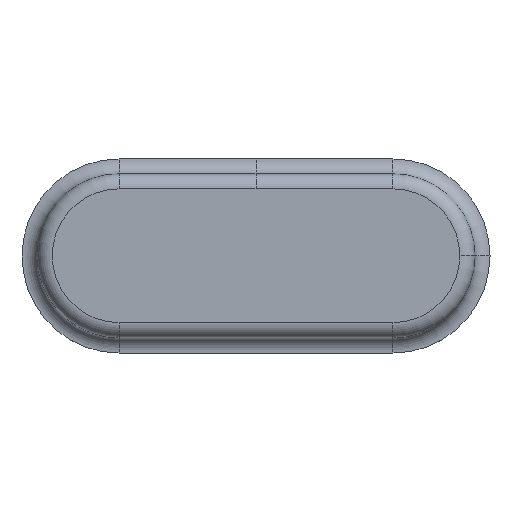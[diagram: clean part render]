
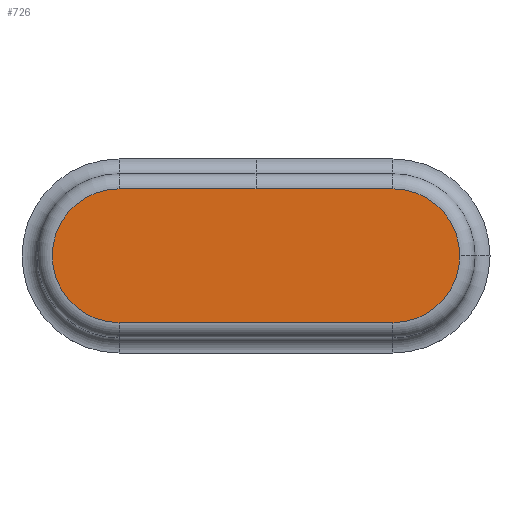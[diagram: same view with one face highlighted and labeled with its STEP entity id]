
A CAD part, top view. The second image highlights one B-rep face of the part: STEP entity #726.
In plain terms, the highlighted planar face has unit normal (0, 0, 1).
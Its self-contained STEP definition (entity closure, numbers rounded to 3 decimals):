
#1 = VERTEX_POINT ( 'NONE', #39 ) ;
#39 = CARTESIAN_POINT ( 'NONE',  ( 0., 1.55, 3.68 ) ) ;
#48 = AXIS2_PLACEMENT_3D ( 'NONE', #837, #696, #769 ) ;
#66 = DIRECTION ( 'NONE',  ( 0., 0., 1. ) ) ;
#83 = CARTESIAN_POINT ( 'NONE',  ( 3.175, 1.55, 3.68 ) ) ;
#125 = CARTESIAN_POINT ( 'NONE',  ( 4.725, 0., 3.68 ) ) ;
#139 = CARTESIAN_POINT ( 'NONE',  ( 3.175, 0., 3.68 ) ) ;
#142 = VERTEX_POINT ( 'NONE', #458 ) ;
#163 = VERTEX_POINT ( 'NONE', #125 ) ;
#170 = DIRECTION ( 'NONE',  ( 0., -1., 0. ) ) ;
#175 = AXIS2_PLACEMENT_3D ( 'NONE', #847, #239, #170 ) ;
#178 = EDGE_CURVE ( 'NONE', #433, #1, #550, .T. ) ;
#192 = CARTESIAN_POINT ( 'NONE',  ( -3.175, 0., 3.68 ) ) ;
#233 = CARTESIAN_POINT ( 'NONE',  ( 3.175, 1.55, 3.68 ) ) ;
#239 = DIRECTION ( 'NONE',  ( 0., 0., 1. ) ) ;
#251 = EDGE_CURVE ( 'NONE', #1, #789, #527, .T. ) ;
#265 = DIRECTION ( 'NONE',  ( -1., 0., 0. ) ) ;
#308 = EDGE_CURVE ( 'NONE', #142, #454, #817, .T. ) ;
#332 = FACE_OUTER_BOUND ( 'NONE', #797, .T. ) ;
#387 = AXIS2_PLACEMENT_3D ( 'NONE', #139, #66, #403 ) ;
#403 = DIRECTION ( 'NONE',  ( 0., -1., 0. ) ) ;
#433 = VERTEX_POINT ( 'NONE', #233 ) ;
#454 = VERTEX_POINT ( 'NONE', #617 ) ;
#458 = CARTESIAN_POINT ( 'NONE',  ( -3.175, -1.55, 3.68 ) ) ;
#462 = CARTESIAN_POINT ( 'NONE',  ( -3.175, 1.55, 3.68 ) ) ;
#478 = CIRCLE ( 'NONE', #48, 1.55 ) ;
#527 = LINE ( 'NONE', #669, #699 ) ;
#550 = LINE ( 'NONE', #83, #651 ) ;
#565 = CIRCLE ( 'NONE', #175, 1.55 ) ;
#578 = ORIENTED_EDGE ( 'NONE', *, *, #308, .T. ) ;
#581 = EDGE_CURVE ( 'NONE', #789, #142, #478, .T. ) ;
#605 = PLANE ( 'NONE',  #621 ) ;
#617 = CARTESIAN_POINT ( 'NONE',  ( 3.175, -1.55, 3.68 ) ) ;
#621 = AXIS2_PLACEMENT_3D ( 'NONE', #192, #816, #668 ) ;
#648 = ORIENTED_EDGE ( 'NONE', *, *, #251, .T. ) ;
#651 = VECTOR ( 'NONE', #749, 1000. ) ;
#655 = ORIENTED_EDGE ( 'NONE', *, *, #581, .T. ) ;
#667 = CARTESIAN_POINT ( 'NONE',  ( -3.175, -1.55, 3.68 ) ) ;
#668 = DIRECTION ( 'NONE',  ( 1., 0., 0. ) ) ;
#669 = CARTESIAN_POINT ( 'NONE',  ( 0., 1.55, 3.68 ) ) ;
#671 = DIRECTION ( 'NONE',  ( 1., 0., 0. ) ) ;
#678 = CIRCLE ( 'NONE', #387, 1.55 ) ;
#691 = ORIENTED_EDGE ( 'NONE', *, *, #813, .T. ) ;
#696 = DIRECTION ( 'NONE',  ( 0., 0., 1. ) ) ;
#699 = VECTOR ( 'NONE', #265, 1000. ) ;
#721 = VECTOR ( 'NONE', #671, 1000. ) ;
#722 = ORIENTED_EDGE ( 'NONE', *, *, #178, .T. ) ;
#726 = ADVANCED_FACE ( 'NONE', ( #332 ), #605, .T. ) ;
#732 = EDGE_CURVE ( 'NONE', #454, #163, #678, .T. ) ;
#749 = DIRECTION ( 'NONE',  ( -1., 0., 0. ) ) ;
#769 = DIRECTION ( 'NONE',  ( 0., 1., 0. ) ) ;
#789 = VERTEX_POINT ( 'NONE', #462 ) ;
#797 = EDGE_LOOP ( 'NONE', ( #722, #648, #655, #578, #802, #691 ) ) ;
#802 = ORIENTED_EDGE ( 'NONE', *, *, #732, .T. ) ;
#813 = EDGE_CURVE ( 'NONE', #163, #433, #565, .T. ) ;
#816 = DIRECTION ( 'NONE',  ( 0., 0., 1. ) ) ;
#817 = LINE ( 'NONE', #667, #721 ) ;
#837 = CARTESIAN_POINT ( 'NONE',  ( -3.175, 0., 3.68 ) ) ;
#847 = CARTESIAN_POINT ( 'NONE',  ( 3.175, 0., 3.68 ) ) ;
